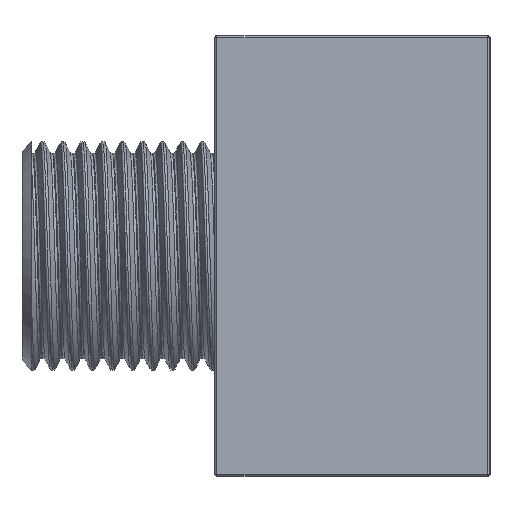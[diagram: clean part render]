
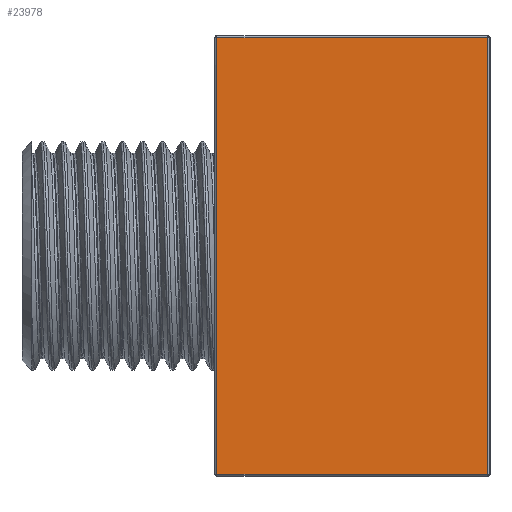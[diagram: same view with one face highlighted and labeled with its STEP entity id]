
A CAD part, left-side view. The second image highlights one B-rep face of the part: STEP entity #23978.
In plain terms, the highlighted planar face has unit normal (-1, 0, 0).
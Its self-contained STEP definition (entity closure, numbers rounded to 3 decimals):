
#19128=DIRECTION('',(0.,-1.,0.));
#19129=VECTOR('',#19128,24.6);
#19130=CARTESIAN_POINT('',(-20.,12.3,19.8));
#19131=LINE('',#19130,#19129);
#19140=DIRECTION('',(0.,1.,0.));
#19141=VECTOR('',#19140,24.6);
#19142=CARTESIAN_POINT('',(-20.,-12.3,-19.8));
#19143=LINE('',#19142,#19141);
#19172=DIRECTION('',(0.,0.,1.));
#19173=VECTOR('',#19172,39.6);
#19174=CARTESIAN_POINT('',(-20.,12.3,-19.8));
#19175=LINE('',#19174,#19173);
#19207=DIRECTION('',(0.,0.,-1.));
#19208=VECTOR('',#19207,39.6);
#19209=CARTESIAN_POINT('',(-20.,-12.3,19.8));
#19210=LINE('',#19209,#19208);
#22073=CARTESIAN_POINT('',(-20.,12.3,19.8));
#22074=VERTEX_POINT('',#22073);
#22077=CARTESIAN_POINT('',(-20.,12.3,-19.8));
#22078=VERTEX_POINT('',#22077);
#22091=CARTESIAN_POINT('',(-20.,-12.3,-19.8));
#22092=VERTEX_POINT('',#22091);
#22093=CARTESIAN_POINT('',(-20.,-12.3,19.8));
#22094=VERTEX_POINT('',#22093);
#23964=CARTESIAN_POINT('',(-20.,-12.5,0.));
#23965=DIRECTION('',(-1.,0.,0.));
#23966=DIRECTION('',(0.,0.,1.));
#23967=AXIS2_PLACEMENT_3D('',#23964,#23965,#23966);
#23968=PLANE('',#23967);
#23970=ORIENTED_EDGE('',*,*,#23969,.T.);
#23972=ORIENTED_EDGE('',*,*,#23971,.T.);
#23973=ORIENTED_EDGE('',*,*,#23955,.T.);
#23975=ORIENTED_EDGE('',*,*,#23974,.T.);
#23976=EDGE_LOOP('',(#23970,#23972,#23973,#23975));
#23977=FACE_OUTER_BOUND('',#23976,.F.);
#23978=ADVANCED_FACE('',(#23977),#23968,.T.);
#23955=EDGE_CURVE('',#22074,#22094,#19131,.T.);
#23969=EDGE_CURVE('',#22092,#22078,#19143,.T.);
#23971=EDGE_CURVE('',#22078,#22074,#19175,.T.);
#23974=EDGE_CURVE('',#22094,#22092,#19210,.T.);
